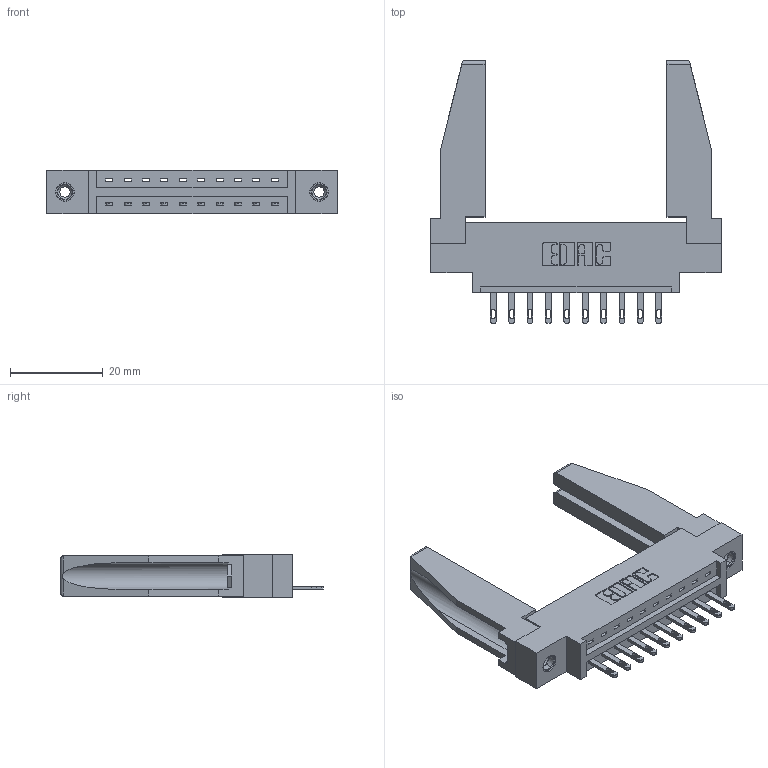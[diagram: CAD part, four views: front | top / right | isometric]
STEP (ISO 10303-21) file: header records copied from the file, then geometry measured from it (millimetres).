
FILE_DESCRIPTION (( 'STEP AP203' ), '1' );
FILE_NAME ('337-010-500-678.STEP', '2019-09-27T20:54:19', ( '' ), ( '' ), 'SwSTEP 2.0', 'SolidWorks 2016', '' );
FILE_SCHEMA (( 'CONFIG_CONTROL_DESIGN' ));
Length unit declared in the file: inch
Products named in the file (5): 307-220-078; 345-250-001_345-250-001-102; 345-292-001_345-293-100; 337-010-500-678; 337 Part_0.170 Offset - 0.156 Dia-TI
Assembly tree (15 placements, depth 2):
  337-010-500-678
    337 Part_0.170 Offset - 0.156 Dia-TI
    345-292-001_345-293-100  x10
    345-250-001_345-250-001-102  x2
    307-220-078  x2
Bounding box: 62.64 x 56.65 x 9.4 mm (x, y, z)
Volume: 9991.6 mm3; surface area: 9977.3 mm2
Topology: 15 solids, 15 shells, 828 faces, 2453 edges, 1626 vertices
Faces by surface type: plane 558, cylinder 254, cone 12, torus 4
Entity records: 14074 total; most frequent: CARTESIAN_POINT 2442, ORIENTED_EDGE 2344, DIRECTION 2132, EDGE_CURVE 1172, LINE 1002, VECTOR 1002, VERTEX_POINT 776, AXIS2_PLACEMENT_3D 565
